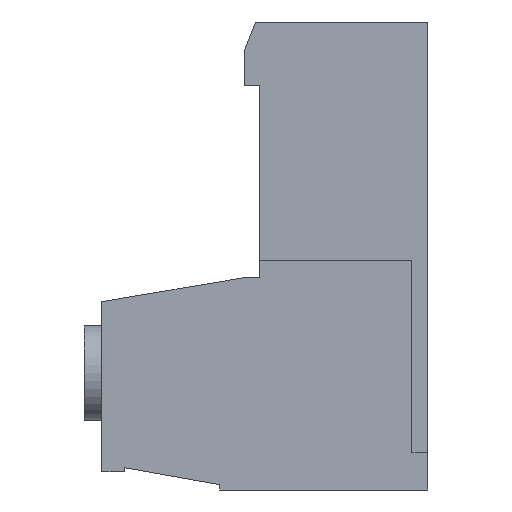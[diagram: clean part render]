
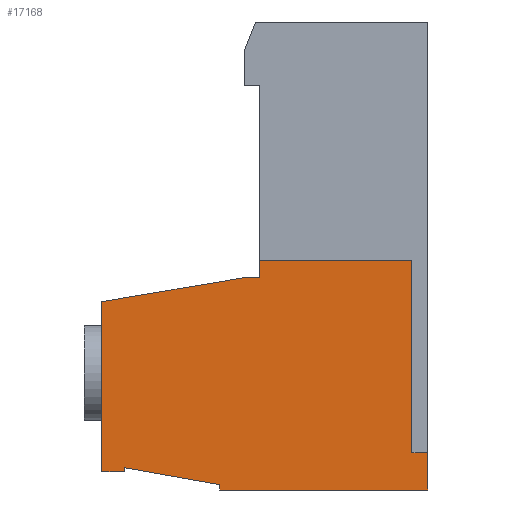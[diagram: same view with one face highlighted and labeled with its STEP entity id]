
A CAD part, left-side view. The second image highlights one B-rep face of the part: STEP entity #17168.
In plain terms, the highlighted planar face has unit normal (-1, 0, 0).
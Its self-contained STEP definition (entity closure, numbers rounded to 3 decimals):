
#431 = CARTESIAN_POINT ( 'NONE',  ( 0., 7.9, -12. ) ) ;
#752 = DIRECTION ( 'NONE',  ( 0., 1., 0. ) ) ;
#759 = VERTEX_POINT ( 'NONE', #778 ) ;
#778 = CARTESIAN_POINT ( 'NONE',  ( 0., 14.25, -20.95 ) ) ;
#828 = ORIENTED_EDGE ( 'NONE', *, *, #2788, .F. ) ;
#1015 = EDGE_CURVE ( 'NONE', #7810, #16688, #5811, .T. ) ;
#1059 = ORIENTED_EDGE ( 'NONE', *, *, #15583, .F. ) ;
#1118 = VERTEX_POINT ( 'NONE', #6673 ) ;
#1249 = LINE ( 'NONE', #5490, #12694 ) ;
#1307 = CARTESIAN_POINT ( 'NONE',  ( 0., 0., 0. ) ) ;
#1385 = CARTESIAN_POINT ( 'NONE',  ( 0., 8.53, -12. ) ) ;
#1568 = CARTESIAN_POINT ( 'NONE',  ( 0., 15.33, -21.15 ) ) ;
#1574 = DIRECTION ( 'NONE',  ( 0., 0., -1. ) ) ;
#1611 = CARTESIAN_POINT ( 'NONE',  ( 0., 14.25, -21.15 ) ) ;
#1808 = ORIENTED_EDGE ( 'NONE', *, *, #9169, .F. ) ;
#1863 = VERTEX_POINT ( 'NONE', #11267 ) ;
#1955 = DIRECTION ( 'NONE',  ( 0., 0., 1. ) ) ;
#2054 = ORIENTED_EDGE ( 'NONE', *, *, #16504, .F. ) ;
#2129 = CARTESIAN_POINT ( 'NONE',  ( 0., 14.25, -20.95 ) ) ;
#2250 = ORIENTED_EDGE ( 'NONE', *, *, #8089, .F. ) ;
#2398 = VERTEX_POINT ( 'NONE', #1385 ) ;
#2703 = ORIENTED_EDGE ( 'NONE', *, *, #1015, .F. ) ;
#2782 = DIRECTION ( 'NONE',  ( 0., -1., 0. ) ) ;
#2788 = EDGE_CURVE ( 'NONE', #14590, #12099, #19180, .T. ) ;
#2830 = LINE ( 'NONE', #16018, #14662 ) ;
#2985 = CARTESIAN_POINT ( 'NONE',  ( 0., 7.9, -11.2 ) ) ;
#2999 = CARTESIAN_POINT ( 'NONE',  ( 0., 14.25, -21.15 ) ) ;
#3376 = VECTOR ( 'NONE', #15706, 1000. ) ;
#3425 = AXIS2_PLACEMENT_3D ( 'NONE', #5799, #16175, #7317 ) ;
#3515 = CARTESIAN_POINT ( 'NONE',  ( 0., 0., -22. ) ) ;
#3518 = DIRECTION ( 'NONE',  ( 0., 0., 1. ) ) ;
#3546 = ORIENTED_EDGE ( 'NONE', *, *, #15824, .F. ) ;
#3623 = CARTESIAN_POINT ( 'NONE',  ( 0., 0.75, -11.2 ) ) ;
#4456 = CARTESIAN_POINT ( 'NONE',  ( 0., 9.77, -21.75 ) ) ;
#4802 = ORIENTED_EDGE ( 'NONE', *, *, #14323, .F. ) ;
#5202 = ORIENTED_EDGE ( 'NONE', *, *, #14792, .F. ) ;
#5211 = VERTEX_POINT ( 'NONE', #4456 ) ;
#5371 = VECTOR ( 'NONE', #7320, 1000. ) ;
#5490 = CARTESIAN_POINT ( 'NONE',  ( 0., 9.77, -21.75 ) ) ;
#5799 = CARTESIAN_POINT ( 'NONE',  ( 0., 0., 0. ) ) ;
#5800 = VECTOR ( 'NONE', #752, 1000. ) ;
#5802 = CARTESIAN_POINT ( 'NONE',  ( 0., 15.33, -13.15 ) ) ;
#5811 = LINE ( 'NONE', #1611, #5800 ) ;
#5991 = LINE ( 'NONE', #431, #16876 ) ;
#6542 = CARTESIAN_POINT ( 'NONE',  ( 0., 9.77, -22. ) ) ;
#6673 = CARTESIAN_POINT ( 'NONE',  ( 0., 9.77, -22. ) ) ;
#6721 = DIRECTION ( 'NONE',  ( 0., -1., 0. ) ) ;
#7042 = VECTOR ( 'NONE', #1574, 1000. ) ;
#7168 = DIRECTION ( 'NONE',  ( 0., 0., -1. ) ) ;
#7185 = ORIENTED_EDGE ( 'NONE', *, *, #10375, .F. ) ;
#7317 = DIRECTION ( 'NONE',  ( 0., 0., -1. ) ) ;
#7320 = DIRECTION ( 'NONE',  ( 0., -0.986, 0.167 ) ) ;
#7587 = ORIENTED_EDGE ( 'NONE', *, *, #19168, .F. ) ;
#7619 = LINE ( 'NONE', #10248, #18833 ) ;
#7810 = VERTEX_POINT ( 'NONE', #2999 ) ;
#8089 = EDGE_CURVE ( 'NONE', #759, #7810, #17011, .T. ) ;
#8677 = CARTESIAN_POINT ( 'NONE',  ( 0., 8.53, -12. ) ) ;
#9169 = EDGE_CURVE ( 'NONE', #1118, #5211, #18477, .T. ) ;
#9226 = CARTESIAN_POINT ( 'NONE',  ( 0., 0., -22. ) ) ;
#9828 = VECTOR ( 'NONE', #6721, 1000. ) ;
#10162 = ORIENTED_EDGE ( 'NONE', *, *, #11322, .F. ) ;
#10240 = VECTOR ( 'NONE', #2782, 1000. ) ;
#10248 = CARTESIAN_POINT ( 'NONE',  ( 0., 0.75, -20.25 ) ) ;
#10256 = PLANE ( 'NONE',  #3425 ) ;
#10375 = EDGE_CURVE ( 'NONE', #13294, #17254, #5991, .T. ) ;
#10702 = DIRECTION ( 'NONE',  ( 0., 1., 0. ) ) ;
#10864 = EDGE_LOOP ( 'NONE', ( #7587, #7185, #5202, #4802, #3546, #2703, #2250, #2054, #1808, #1059, #828, #10162, #18290 ) ) ;
#11267 = CARTESIAN_POINT ( 'NONE',  ( 0., 15.33, -13.15 ) ) ;
#11322 = EDGE_CURVE ( 'NONE', #18024, #14590, #7619, .T. ) ;
#11346 = LINE ( 'NONE', #14206, #3376 ) ;
#11590 = VECTOR ( 'NONE', #10702, 1000. ) ;
#12099 = VERTEX_POINT ( 'NONE', #3515 ) ;
#12694 = VECTOR ( 'NONE', #15934, 1000. ) ;
#13200 = DIRECTION ( 'NONE',  ( 0., -1., 0. ) ) ;
#13294 = VERTEX_POINT ( 'NONE', #16589 ) ;
#14125 = CARTESIAN_POINT ( 'NONE',  ( 0., 0.75, -20.25 ) ) ;
#14206 = CARTESIAN_POINT ( 'NONE',  ( 0., 15.33, -21.15 ) ) ;
#14323 = EDGE_CURVE ( 'NONE', #1863, #2398, #17640, .T. ) ;
#14590 = VERTEX_POINT ( 'NONE', #15642 ) ;
#14662 = VECTOR ( 'NONE', #7168, 1000. ) ;
#14792 = EDGE_CURVE ( 'NONE', #2398, #13294, #18008, .T. ) ;
#15475 = LINE ( 'NONE', #9226, #11590 ) ;
#15582 = CARTESIAN_POINT ( 'NONE',  ( 0., 7.9, -11.2 ) ) ;
#15583 = EDGE_CURVE ( 'NONE', #12099, #1118, #15475, .T. ) ;
#15642 = CARTESIAN_POINT ( 'NONE',  ( 0., 0., -20.25 ) ) ;
#15706 = DIRECTION ( 'NONE',  ( 0., 0., 1. ) ) ;
#15824 = EDGE_CURVE ( 'NONE', #16688, #1863, #11346, .T. ) ;
#15934 = DIRECTION ( 'NONE',  ( 0., 0.984, 0.176 ) ) ;
#16018 = CARTESIAN_POINT ( 'NONE',  ( 0., 0.75, -11.2 ) ) ;
#16175 = DIRECTION ( 'NONE',  ( 1., 0., 0. ) ) ;
#16504 = EDGE_CURVE ( 'NONE', #5211, #759, #1249, .T. ) ;
#16550 = VECTOR ( 'NONE', #16932, 1000. ) ;
#16589 = CARTESIAN_POINT ( 'NONE',  ( 0., 7.9, -12. ) ) ;
#16688 = VERTEX_POINT ( 'NONE', #1568 ) ;
#16876 = VECTOR ( 'NONE', #1955, 1000. ) ;
#16932 = DIRECTION ( 'NONE',  ( 0., 0., -1. ) ) ;
#17011 = LINE ( 'NONE', #2129, #16550 ) ;
#17168 = ADVANCED_FACE ( 'NONE', ( #17905 ), #10256, .F. ) ;
#17254 = VERTEX_POINT ( 'NONE', #2985 ) ;
#17625 = LINE ( 'NONE', #15582, #9828 ) ;
#17640 = LINE ( 'NONE', #5802, #5371 ) ;
#17707 = EDGE_CURVE ( 'NONE', #19143, #18024, #2830, .T. ) ;
#17905 = FACE_OUTER_BOUND ( 'NONE', #10864, .T. ) ;
#18008 = LINE ( 'NONE', #8677, #10240 ) ;
#18024 = VERTEX_POINT ( 'NONE', #14125 ) ;
#18290 = ORIENTED_EDGE ( 'NONE', *, *, #17707, .F. ) ;
#18477 = LINE ( 'NONE', #6542, #18919 ) ;
#18833 = VECTOR ( 'NONE', #13200, 1000. ) ;
#18919 = VECTOR ( 'NONE', #3518, 1000. ) ;
#19143 = VERTEX_POINT ( 'NONE', #3623 ) ;
#19168 = EDGE_CURVE ( 'NONE', #17254, #19143, #17625, .T. ) ;
#19180 = LINE ( 'NONE', #1307, #7042 ) ;
